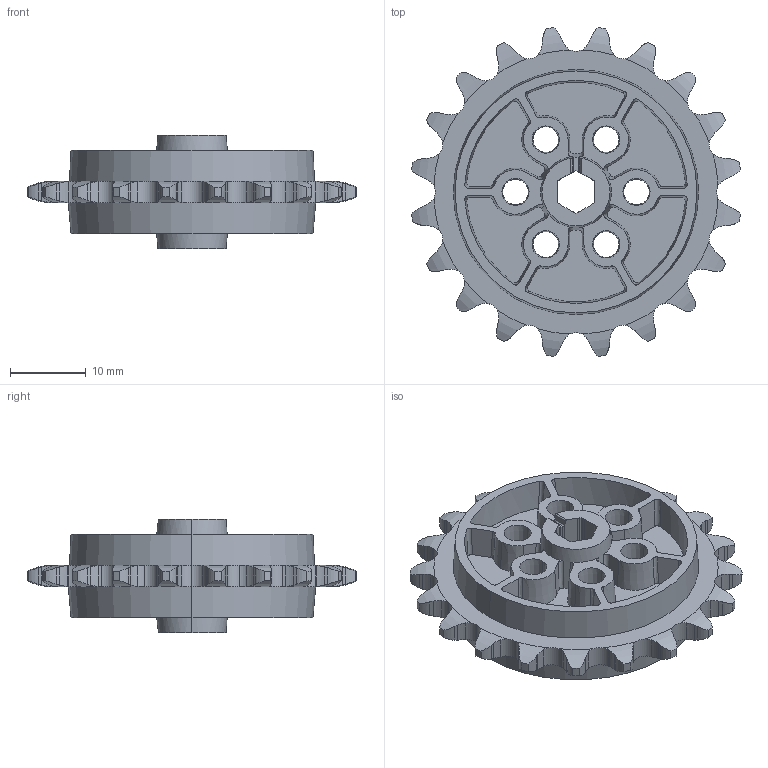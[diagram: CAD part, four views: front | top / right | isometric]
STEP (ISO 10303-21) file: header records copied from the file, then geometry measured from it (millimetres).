
FILE_DESCRIPTION (( 'STEP AP203' ), '1' );
FILE_NAME ('REV-41-1340_Default.step', '2016-09-04T21:44:21', ( '' ), ( '' ), 'SwSTEP 2.0', 'SolidWorks 2015', '' );
FILE_SCHEMA (( 'CONFIG_CONTROL_DESIGN' ));
Length unit declared in the file: inch
Products named in the file (1): REV-41-1340_Default
Bounding box: 43.5 x 43.5 x 15 mm (x, y, z)
Volume: 6400.3 mm3; surface area: 6432.4 mm2
Topology: 1 solids, 1 shells, 467 faces, 1377 edges, 914 vertices
Faces by surface type: cylinder 153, plane 130, bspline 112, cone 72
Entity records: 19491 total; most frequent: CARTESIAN_POINT 8385, ORIENTED_EDGE 2754, DIRECTION 1691, EDGE_CURVE 1377, VERTEX_POINT 914, B_SPLINE_CURVE_WITH_KNOTS 665, AXIS2_PLACEMENT_3D 632, EDGE_LOOP 483
